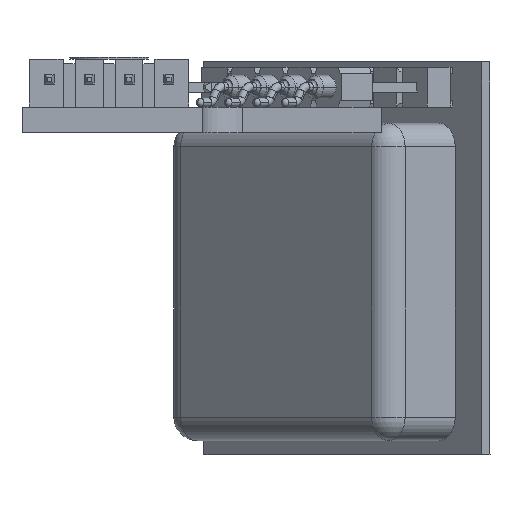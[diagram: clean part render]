
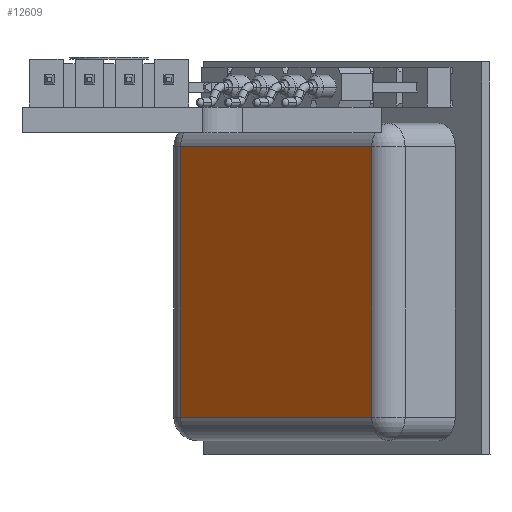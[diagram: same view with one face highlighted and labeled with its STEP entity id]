
A CAD part, front view. The second image highlights one B-rep face of the part: STEP entity #12609.
In plain terms, the highlighted face is planar.
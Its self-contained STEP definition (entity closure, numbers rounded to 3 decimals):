
#12609 = ADVANCED_FACE('',(#12610),#12644,.T.);
#12610 = FACE_BOUND('',#12611,.T.);
#12611 = EDGE_LOOP('',(#12612,#12622,#12630,#12638));
#12612 = ORIENTED_EDGE('',*,*,#12613,.T.);
#12613 = EDGE_CURVE('',#12614,#12616,#12618,.T.);
#12614 = VERTEX_POINT('',#12615);
#12615 = CARTESIAN_POINT('',(-8.6,8.6,6.));
#12616 = VERTEX_POINT('',#12617);
#12617 = CARTESIAN_POINT('',(-8.6,-8.6,6.));
#12618 = LINE('',#12619,#12620);
#12619 = CARTESIAN_POINT('',(-8.6,-10.1,6.));
#12620 = VECTOR('',#12621,1.);
#12621 = DIRECTION('',(0.,-1.,0.));
#12622 = ORIENTED_EDGE('',*,*,#12623,.T.);
#12623 = EDGE_CURVE('',#12616,#12624,#12626,.T.);
#12624 = VERTEX_POINT('',#12625);
#12625 = CARTESIAN_POINT('',(8.6,-8.6,6.));
#12626 = LINE('',#12627,#12628);
#12627 = CARTESIAN_POINT('',(10.1,-8.6,6.));
#12628 = VECTOR('',#12629,1.);
#12629 = DIRECTION('',(1.,0.,0.));
#12630 = ORIENTED_EDGE('',*,*,#12631,.T.);
#12631 = EDGE_CURVE('',#12624,#12632,#12634,.T.);
#12632 = VERTEX_POINT('',#12633);
#12633 = CARTESIAN_POINT('',(8.6,8.6,6.));
#12634 = LINE('',#12635,#12636);
#12635 = CARTESIAN_POINT('',(8.6,10.1,6.));
#12636 = VECTOR('',#12637,1.);
#12637 = DIRECTION('',(0.,1.,0.));
#12638 = ORIENTED_EDGE('',*,*,#12639,.T.);
#12639 = EDGE_CURVE('',#12632,#12614,#12640,.T.);
#12640 = LINE('',#12641,#12642);
#12641 = CARTESIAN_POINT('',(-10.1,8.6,6.));
#12642 = VECTOR('',#12643,1.);
#12643 = DIRECTION('',(-1.,0.,0.));
#12644 = PLANE('',#12645);
#12645 = AXIS2_PLACEMENT_3D('',#12646,#12647,#12648);
#12646 = CARTESIAN_POINT('',(0.,0.,6.));
#12647 = DIRECTION('',(0.,0.,1.));
#12648 = DIRECTION('',(1.,0.,0.));
